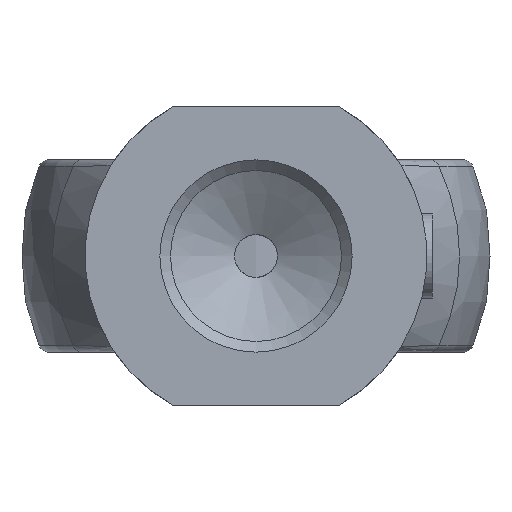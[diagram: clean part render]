
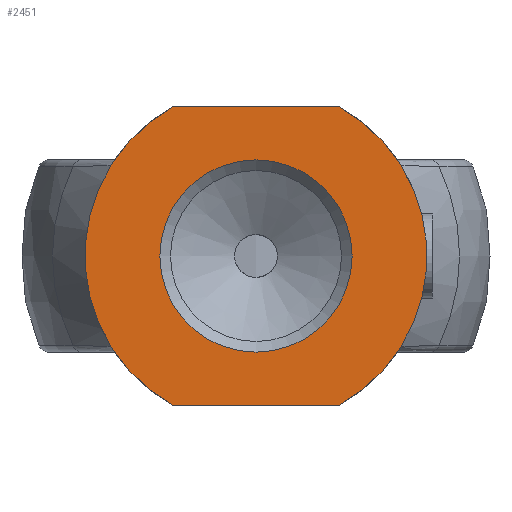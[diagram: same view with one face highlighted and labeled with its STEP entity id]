
A CAD part, front view. The second image highlights one B-rep face of the part: STEP entity #2451.
In plain terms, the highlighted planar face has unit normal (0, -1, 0).
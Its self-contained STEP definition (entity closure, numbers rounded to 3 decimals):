
#25 = VERTEX_POINT ( 'NONE', #721 ) ;
#50 = CARTESIAN_POINT ( 'NONE',  ( 3.821, -36., -6.8 ) ) ;
#52 = EDGE_CURVE ( 'NONE', #1464, #1464, #440, .T. ) ;
#98 = VERTEX_POINT ( 'NONE', #558 ) ;
#111 = CARTESIAN_POINT ( 'NONE',  ( 0., -36., 0. ) ) ;
#119 = VECTOR ( 'NONE', #2531, 1000. ) ;
#131 = CARTESIAN_POINT ( 'NONE',  ( 0., -36., 0. ) ) ;
#142 = EDGE_CURVE ( 'NONE', #320, #98, #1333, .T. ) ;
#198 = ORIENTED_EDGE ( 'NONE', *, *, #1321, .T. ) ;
#249 = CARTESIAN_POINT ( 'NONE',  ( 0., -36., 0. ) ) ;
#257 = EDGE_CURVE ( 'NONE', #885, #25, #1937, .T. ) ;
#260 = ORIENTED_EDGE ( 'NONE', *, *, #142, .F. ) ;
#279 = ORIENTED_EDGE ( 'NONE', *, *, #2895, .T. ) ;
#293 = DIRECTION ( 'NONE',  ( 0., -1., 0. ) ) ;
#315 = CIRCLE ( 'NONE', #799, 0.2 ) ;
#320 = VERTEX_POINT ( 'NONE', #1407 ) ;
#335 = CARTESIAN_POINT ( 'NONE',  ( 0., -36., -4.5 ) ) ;
#345 = ORIENTED_EDGE ( 'NONE', *, *, #52, .T. ) ;
#356 = EDGE_CURVE ( 'NONE', #1156, #906, #934, .T. ) ;
#440 = CIRCLE ( 'NONE', #1668, 4.5 ) ;
#467 = VERTEX_POINT ( 'NONE', #950 ) ;
#481 = ORIENTED_EDGE ( 'NONE', *, *, #2314, .T. ) ;
#486 = DIRECTION ( 'NONE',  ( 0., 0., -1. ) ) ;
#511 = DIRECTION ( 'NONE',  ( 0., 0., -1. ) ) ;
#518 = DIRECTION ( 'NONE',  ( 0., 0., -1. ) ) ;
#558 = CARTESIAN_POINT ( 'NONE',  ( -3.821, -36., -7. ) ) ;
#582 = FACE_OUTER_BOUND ( 'NONE', #754, .T. ) ;
#644 = AXIS2_PLACEMENT_3D ( 'NONE', #111, #2410, #1518 ) ;
#695 = DIRECTION ( 'NONE',  ( 0., -1., 0. ) ) ;
#721 = CARTESIAN_POINT ( 'NONE',  ( 3.821, -36., 7. ) ) ;
#733 = CARTESIAN_POINT ( 'NONE',  ( 3.919, -36., 6.974 ) ) ;
#754 = EDGE_LOOP ( 'NONE', ( #198, #1199, #260, #481, #2912, #2608, #2230, #279 ) ) ;
#765 = DIRECTION ( 'NONE',  ( 1., 0., 0. ) ) ;
#799 = AXIS2_PLACEMENT_3D ( 'NONE', #1400, #695, #1203 ) ;
#842 = EDGE_CURVE ( 'NONE', #2283, #98, #2918, .T. ) ;
#885 = VERTEX_POINT ( 'NONE', #2771 ) ;
#899 = DIRECTION ( 'NONE',  ( 0., -1., 0. ) ) ;
#906 = VERTEX_POINT ( 'NONE', #733 ) ;
#934 = CIRCLE ( 'NONE', #1274, 8. ) ;
#944 = AXIS2_PLACEMENT_3D ( 'NONE', #2598, #293, #511 ) ;
#950 = CARTESIAN_POINT ( 'NONE',  ( -3.919, -36., 6.974 ) ) ;
#965 = DIRECTION ( 'NONE',  ( 0., -1., 0. ) ) ;
#1036 = DIRECTION ( 'NONE',  ( 0., 1., 0. ) ) ;
#1077 = DIRECTION ( 'NONE',  ( 0., 0., -1. ) ) ;
#1094 = CIRCLE ( 'NONE', #1483, 0.2 ) ;
#1135 = AXIS2_PLACEMENT_3D ( 'NONE', #2268, #899, #2548 ) ;
#1156 = VERTEX_POINT ( 'NONE', #2880 ) ;
#1199 = ORIENTED_EDGE ( 'NONE', *, *, #842, .T. ) ;
#1203 = DIRECTION ( 'NONE',  ( 0., 0., -1. ) ) ;
#1209 = CARTESIAN_POINT ( 'NONE',  ( -3.919, -36., -6.974 ) ) ;
#1223 = VECTOR ( 'NONE', #765, 1000. ) ;
#1274 = AXIS2_PLACEMENT_3D ( 'NONE', #1551, #1748, #1077 ) ;
#1314 = PLANE ( 'NONE',  #644 ) ;
#1321 = EDGE_CURVE ( 'NONE', #467, #2283, #1326, .T. ) ;
#1326 = CIRCLE ( 'NONE', #1725, 8. ) ;
#1333 = LINE ( 'NONE', #1394, #119 ) ;
#1355 = EDGE_LOOP ( 'NONE', ( #345 ) ) ;
#1394 = CARTESIAN_POINT ( 'NONE',  ( -11., -36., -7. ) ) ;
#1400 = CARTESIAN_POINT ( 'NONE',  ( 3.821, -36., 6.8 ) ) ;
#1407 = CARTESIAN_POINT ( 'NONE',  ( 3.821, -36., -7. ) ) ;
#1456 = CARTESIAN_POINT ( 'NONE',  ( -11., -36., 7. ) ) ;
#1464 = VERTEX_POINT ( 'NONE', #335 ) ;
#1483 = AXIS2_PLACEMENT_3D ( 'NONE', #50, #965, #518 ) ;
#1518 = DIRECTION ( 'NONE',  ( 0., 0., -1. ) ) ;
#1551 = CARTESIAN_POINT ( 'NONE',  ( 0., -36., 0. ) ) ;
#1668 = AXIS2_PLACEMENT_3D ( 'NONE', #131, #1036, #2426 ) ;
#1725 = AXIS2_PLACEMENT_3D ( 'NONE', #249, #2570, #486 ) ;
#1748 = DIRECTION ( 'NONE',  ( 0., -1., 0. ) ) ;
#1937 = LINE ( 'NONE', #1456, #1223 ) ;
#2230 = ORIENTED_EDGE ( 'NONE', *, *, #257, .F. ) ;
#2268 = CARTESIAN_POINT ( 'NONE',  ( -3.821, -36., -6.8 ) ) ;
#2283 = VERTEX_POINT ( 'NONE', #1209 ) ;
#2314 = EDGE_CURVE ( 'NONE', #320, #1156, #1094, .T. ) ;
#2410 = DIRECTION ( 'NONE',  ( 0., -1., 0. ) ) ;
#2426 = DIRECTION ( 'NONE',  ( 0., 0., -1. ) ) ;
#2451 = ADVANCED_FACE ( 'NONE', ( #2664, #582 ), #1314, .T. ) ;
#2531 = DIRECTION ( 'NONE',  ( -1., 0., 0. ) ) ;
#2548 = DIRECTION ( 'NONE',  ( 0., 0., -1. ) ) ;
#2570 = DIRECTION ( 'NONE',  ( 0., -1., 0. ) ) ;
#2598 = CARTESIAN_POINT ( 'NONE',  ( -3.821, -36., 6.8 ) ) ;
#2608 = ORIENTED_EDGE ( 'NONE', *, *, #2882, .T. ) ;
#2664 = FACE_BOUND ( 'NONE', #1355, .T. ) ;
#2771 = CARTESIAN_POINT ( 'NONE',  ( -3.821, -36., 7. ) ) ;
#2880 = CARTESIAN_POINT ( 'NONE',  ( 3.919, -36., -6.974 ) ) ;
#2881 = CIRCLE ( 'NONE', #944, 0.2 ) ;
#2882 = EDGE_CURVE ( 'NONE', #906, #25, #315, .T. ) ;
#2895 = EDGE_CURVE ( 'NONE', #885, #467, #2881, .T. ) ;
#2912 = ORIENTED_EDGE ( 'NONE', *, *, #356, .T. ) ;
#2918 = CIRCLE ( 'NONE', #1135, 0.2 ) ;
